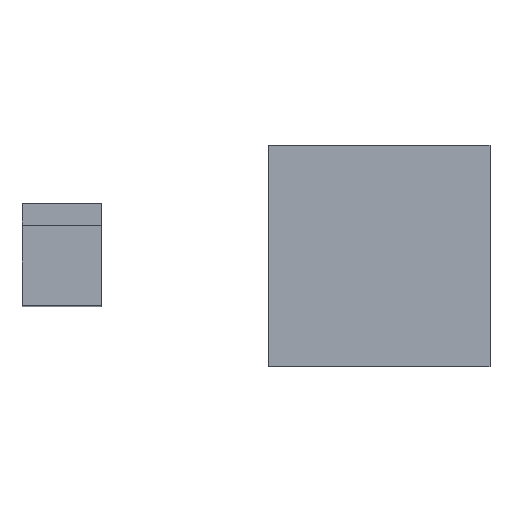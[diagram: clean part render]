
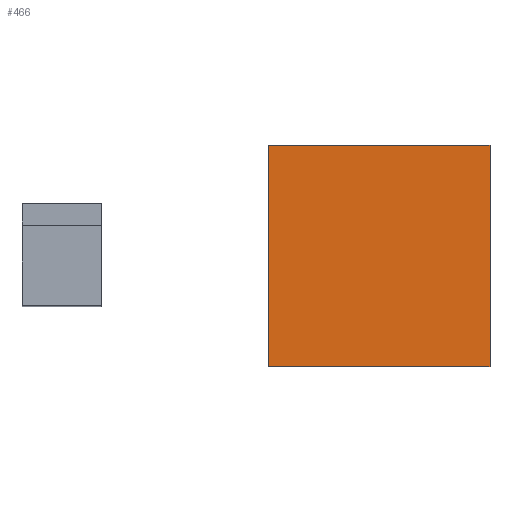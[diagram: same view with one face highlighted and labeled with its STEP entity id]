
A CAD part, top view. The second image highlights one B-rep face of the part: STEP entity #466.
In plain terms, the highlighted planar face has unit normal (0, 0, 1).
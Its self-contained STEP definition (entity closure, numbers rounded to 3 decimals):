
#30=FACE_OUTER_BOUND('',#58,.T.);
#58=EDGE_LOOP('',(#342,#343,#344,#345));
#91=LINE('',#674,#153);
#95=LINE('',#682,#157);
#98=LINE('',#688,#160);
#101=LINE('',#693,#163);
#153=VECTOR('',#552,10.);
#157=VECTOR('',#558,10.);
#160=VECTOR('',#563,10.);
#163=VECTOR('',#568,10.);
#212=VERTEX_POINT('',#672);
#213=VERTEX_POINT('',#673);
#216=VERTEX_POINT('',#681);
#218=VERTEX_POINT('',#687);
#256=EDGE_CURVE('',#212,#213,#91,.T.);
#260=EDGE_CURVE('',#213,#216,#95,.T.);
#263=EDGE_CURVE('',#216,#218,#98,.T.);
#266=EDGE_CURVE('',#218,#212,#101,.T.);
#342=ORIENTED_EDGE('',*,*,#256,.F.);
#343=ORIENTED_EDGE('',*,*,#266,.F.);
#344=ORIENTED_EDGE('',*,*,#263,.F.);
#345=ORIENTED_EDGE('',*,*,#260,.F.);
#439=PLANE('',#508);
#466=ADVANCED_FACE('',(#30),#439,.T.);
#508=AXIS2_PLACEMENT_3D('',#695,#570,#571);
#552=DIRECTION('',(-1.,0.,0.));
#558=DIRECTION('',(0.,1.,0.));
#563=DIRECTION('',(1.,0.,0.));
#568=DIRECTION('',(0.,-1.,0.));
#570=DIRECTION('center_axis',(0.,0.,
1.));
#571=DIRECTION('ref_axis',(1.,0.,0.));
#672=CARTESIAN_POINT('',(27.897,-141.497,205.));
#673=CARTESIAN_POINT('',(-27.897,-141.497,205.));
#674=CARTESIAN_POINT('',(-14.5,-141.497,205.));
#681=CARTESIAN_POINT('',(-27.897,-85.703,205.));
#682=CARTESIAN_POINT('',(-27.897,-99.1,205.));
#687=CARTESIAN_POINT('',(27.897,-85.703,205.));
#688=CARTESIAN_POINT('',(14.5,-85.703,205.));
#693=CARTESIAN_POINT('',(27.897,-128.1,205.));
#695=CARTESIAN_POINT('Origin',(0.,-113.6,205.));
